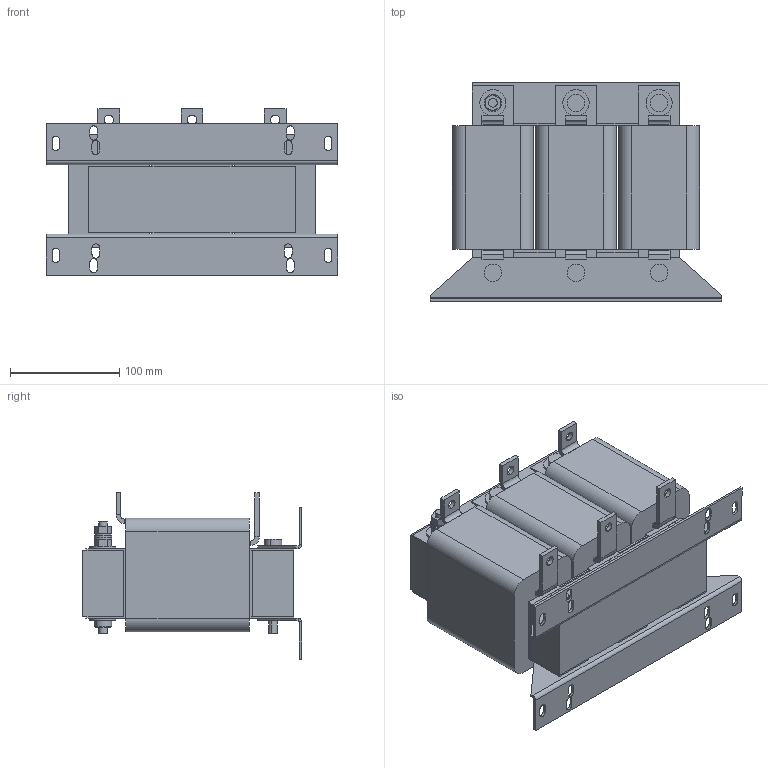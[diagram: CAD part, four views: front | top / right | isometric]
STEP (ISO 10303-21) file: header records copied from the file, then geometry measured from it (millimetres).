
FILE_DESCRIPTION (( 'STEP AP214' ), '1' );
FILE_NAME ('324076.STEP', '2020-12-18T10:46:05', ( '' ), ( '' ), 'SwSTEP 2.0', 'SolidWorks 2018', '' );
FILE_SCHEMA (( 'AUTOMOTIVE_DESIGN' ));
Length unit declared in the file: millimetre
Products named in the file (1): 324076
Bounding box: 267 x 201 x 152 mm (x, y, z)
Volume: 3642692.8 mm3; surface area: 298007.9 mm2
Topology: 1 solids, 1 shells, 401 faces, 1002 edges, 626 vertices
Faces by surface type: plane 283, cylinder 118
Entity records: 11904 total; most frequent: DIRECTION 2052, CARTESIAN_POINT 2030, ORIENTED_EDGE 2004, EDGE_CURVE 1002, VECTOR 756, LINE 756, AXIS2_PLACEMENT_3D 648, VERTEX_POINT 626
